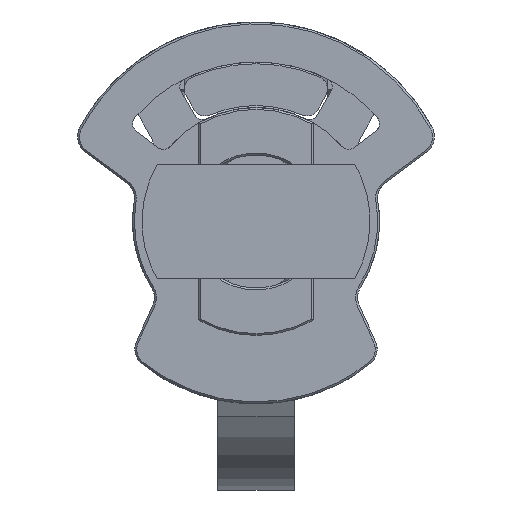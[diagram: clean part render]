
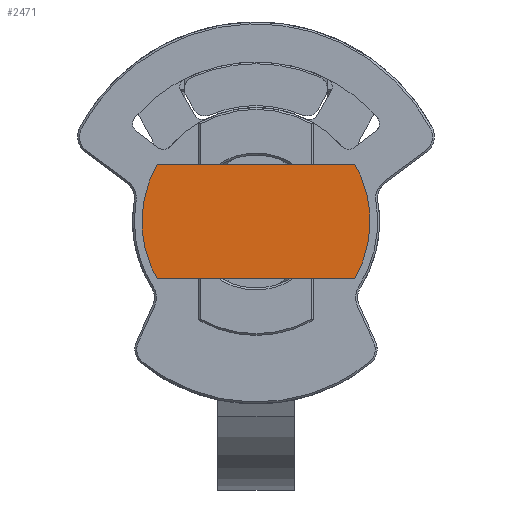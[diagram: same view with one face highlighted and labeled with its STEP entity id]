
A CAD part, front view. The second image highlights one B-rep face of the part: STEP entity #2471.
In plain terms, the highlighted free-form (B-spline) face has degree [1, 1] with [2, 2] control points.
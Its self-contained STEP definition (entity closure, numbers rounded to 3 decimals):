
#2471 = ADVANCED_FACE('',(#2472),#2504,.F.);
#2472 = FACE_BOUND('',#2473,.F.);
#2473 = EDGE_LOOP('',(#2474,#2484,#2491,#2499));
#2474 = ORIENTED_EDGE('',*,*,#2475,.F.);
#2475 = EDGE_CURVE('',#2476,#2478,#2480,.T.);
#2476 = VERTEX_POINT('',#2477);
#2477 = CARTESIAN_POINT('',(65.3,-1.257,
    -37.701));
#2478 = VERTEX_POINT('',#2479);
#2479 = CARTESIAN_POINT('',(65.3,-1.257,
    37.701));
#2480 = ( BOUNDED_CURVE() B_SPLINE_CURVE(2,(#2481,#2482,#2483),
.UNSPECIFIED.,.F.,.F.) B_SPLINE_CURVE_WITH_KNOTS((3,3),(0.,
1.047),.PIECEWISE_BEZIER_KNOTS.) CURVE() 
GEOMETRIC_REPRESENTATION_ITEM() RATIONAL_B_SPLINE_CURVE((1.,
0.866,1.)) REPRESENTATION_ITEM('') );
#2481 = CARTESIAN_POINT('',(65.3,-1.257,
    -37.701));
#2482 = CARTESIAN_POINT('',(87.066,-1.257,
    0.));
#2483 = CARTESIAN_POINT('',(65.3,-1.257,
    37.701));
#2484 = ORIENTED_EDGE('',*,*,#2485,.T.);
#2485 = EDGE_CURVE('',#2476,#2486,#2488,.T.);
#2486 = VERTEX_POINT('',#2487);
#2487 = CARTESIAN_POINT('',(-65.3,-1.257,
    -37.701));
#2488 = B_SPLINE_CURVE_WITH_KNOTS('',1,(#2489,#2490),.UNSPECIFIED.,.F.,
  .F.,(2,2),(0.,103.923),.PIECEWISE_BEZIER_KNOTS.);
#2489 = CARTESIAN_POINT('',(65.3,-1.257,
    -37.701));
#2490 = CARTESIAN_POINT('',(-65.3,-1.257,
    -37.701));
#2491 = ORIENTED_EDGE('',*,*,#2492,.F.);
#2492 = EDGE_CURVE('',#2493,#2486,#2495,.T.);
#2493 = VERTEX_POINT('',#2494);
#2494 = CARTESIAN_POINT('',(-65.3,-1.257,
    37.701));
#2495 = ( BOUNDED_CURVE() B_SPLINE_CURVE(2,(#2496,#2497,#2498),
.UNSPECIFIED.,.F.,.F.) B_SPLINE_CURVE_WITH_KNOTS((3,3),(0.,
1.047),.PIECEWISE_BEZIER_KNOTS.) CURVE() 
GEOMETRIC_REPRESENTATION_ITEM() RATIONAL_B_SPLINE_CURVE((1.,
0.866,1.)) REPRESENTATION_ITEM('') );
#2496 = CARTESIAN_POINT('',(-65.3,-1.257,
    37.701));
#2497 = CARTESIAN_POINT('',(-87.066,-1.257,
    0.));
#2498 = CARTESIAN_POINT('',(-65.3,-1.257,
    -37.701));
#2499 = ORIENTED_EDGE('',*,*,#2500,.T.);
#2500 = EDGE_CURVE('',#2493,#2478,#2501,.T.);
#2501 = B_SPLINE_CURVE_WITH_KNOTS('',1,(#2502,#2503),.UNSPECIFIED.,.F.,
  .F.,(2,2),(0.,103.923),.PIECEWISE_BEZIER_KNOTS.);
#2502 = CARTESIAN_POINT('',(-65.3,-1.257,
    37.701));
#2503 = CARTESIAN_POINT('',(65.3,-1.257,
    37.701));
#2504 = B_SPLINE_SURFACE_WITH_KNOTS('',1,1,(
    (#2505,#2506)
    ,(#2507,#2508
    )),.UNSPECIFIED.,.F.,.F.,.F.,(2,2),(2,2),(-30.,30.),(
    -60.,60.),.PIECEWISE_BEZIER_KNOTS.);
#2505 = CARTESIAN_POINT('',(75.402,-1.257,
    37.701));
#2506 = CARTESIAN_POINT('',(-75.402,-1.257,
    37.701));
#2507 = CARTESIAN_POINT('',(75.402,-1.257,
    -37.701));
#2508 = CARTESIAN_POINT('',(-75.402,-1.257,
    -37.701));
